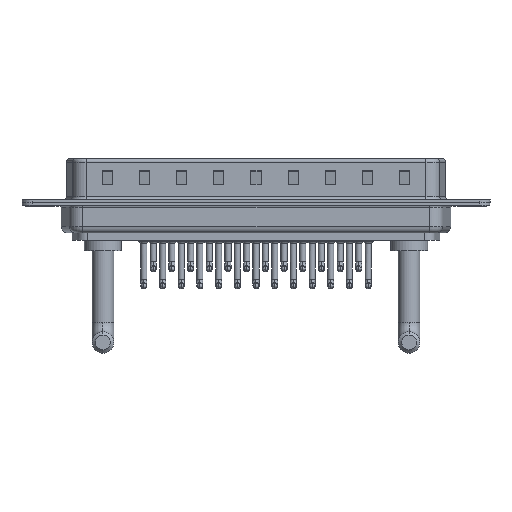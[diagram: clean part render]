
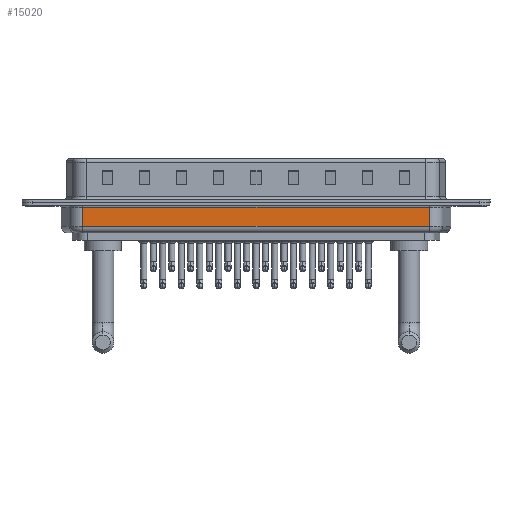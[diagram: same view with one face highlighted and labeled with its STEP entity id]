
A CAD part, front view. The second image highlights one B-rep face of the part: STEP entity #15020.
In plain terms, the highlighted planar face has unit normal (0, -1, 0).
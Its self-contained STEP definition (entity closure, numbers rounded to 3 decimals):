
#540 = ORIENTED_EDGE ( 'NONE', *, *, #20464, .T. ) ;
#1906 = CARTESIAN_POINT ( 'NONE',  ( 6.031, -5.35, -3.5 ) ) ;
#2045 = DIRECTION ( 'NONE',  ( 0., 0., 1. ) ) ;
#2477 = DIRECTION ( 'NONE',  ( 0., 1., 0. ) ) ;
#2765 = ORIENTED_EDGE ( 'NONE', *, *, #5178, .F. ) ;
#3117 = LINE ( 'NONE', #13938, #24554 ) ;
#3541 = VECTOR ( 'NONE', #18408, 1000. ) ;
#4038 = VERTEX_POINT ( 'NONE', #24274 ) ;
#5178 = EDGE_CURVE ( 'NONE', #16895, #10820, #16521, .T. ) ;
#5499 = EDGE_CURVE ( 'NONE', #4038, #10820, #3117, .T. ) ;
#6397 = VECTOR ( 'NONE', #2045, 1000. ) ;
#7285 = VERTEX_POINT ( 'NONE', #17559 ) ;
#7440 = ORIENTED_EDGE ( 'NONE', *, *, #5499, .T. ) ;
#8951 = CARTESIAN_POINT ( 'NONE',  ( 6.031, -5.35, -3.5 ) ) ;
#10355 = LINE ( 'NONE', #20628, #25143 ) ;
#10820 = VERTEX_POINT ( 'NONE', #12040 ) ;
#12040 = CARTESIAN_POINT ( 'NONE',  ( 6.031, -5.35, -0.65 ) ) ;
#12381 = PLANE ( 'NONE',  #20223 ) ;
#13938 = CARTESIAN_POINT ( 'NONE',  ( 6.031, -5.35, -0.65 ) ) ;
#14932 = DIRECTION ( 'NONE',  ( -1., 0., 0. ) ) ;
#15020 = ADVANCED_FACE ( 'NONE', ( #25053 ), #12381, .F. ) ;
#16521 = LINE ( 'NONE', #20587, #6397 ) ;
#16895 = VERTEX_POINT ( 'NONE', #8951 ) ;
#17559 = CARTESIAN_POINT ( 'NONE',  ( 57.469, -5.35, -3.5 ) ) ;
#18408 = DIRECTION ( 'NONE',  ( 1., 0., 0. ) ) ;
#19711 = EDGE_CURVE ( 'NONE', #16895, #7285, #20831, .T. ) ;
#20223 = AXIS2_PLACEMENT_3D ( 'NONE', #25195, #2477, #14932 ) ;
#20464 = EDGE_CURVE ( 'NONE', #7285, #4038, #10355, .T. ) ;
#20587 = CARTESIAN_POINT ( 'NONE',  ( 6.031, -5.35, -4.5 ) ) ;
#20628 = CARTESIAN_POINT ( 'NONE',  ( 57.469, -5.35, -4.5 ) ) ;
#20831 = LINE ( 'NONE', #1906, #3541 ) ;
#21409 = ORIENTED_EDGE ( 'NONE', *, *, #19711, .T. ) ;
#22617 = EDGE_LOOP ( 'NONE', ( #2765, #21409, #540, #7440 ) ) ;
#24274 = CARTESIAN_POINT ( 'NONE',  ( 57.469, -5.35, -0.65 ) ) ;
#24554 = VECTOR ( 'NONE', #25702, 1000. ) ;
#24675 = DIRECTION ( 'NONE',  ( 0., 0., 1. ) ) ;
#25053 = FACE_OUTER_BOUND ( 'NONE', #22617, .T. ) ;
#25143 = VECTOR ( 'NONE', #24675, 1000. ) ;
#25195 = CARTESIAN_POINT ( 'NONE',  ( 6.031, -5.35, -4.5 ) ) ;
#25702 = DIRECTION ( 'NONE',  ( -1., 0., 0. ) ) ;
